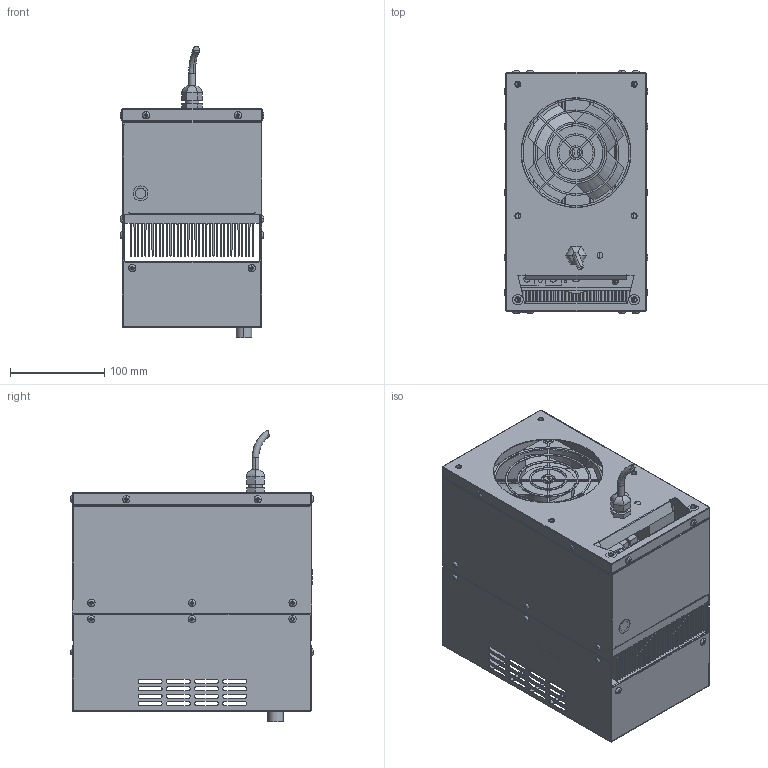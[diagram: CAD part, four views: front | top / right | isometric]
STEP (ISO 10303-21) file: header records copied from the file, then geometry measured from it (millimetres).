
FILE_DESCRIPTION (( 'STEP AP203' ), '1' );
FILE_NAME ('fhp-401-451.STEP', '2016-05-11T14:24:37', ( '' ), ( '' ), 'SwSTEP 2.0', 'SolidWorks 2016', '' );
FILE_SCHEMA (( 'CONFIG_CONTROL_DESIGN' ));
Products named in the file (1): fhp-401-451
Bounding box: 152.91 x 258.32 x 309.78 mm (x, y, z)
Surface area: 1346632 mm2 (no closed solid volume)
Topology: 0 solids, 81 shells, 1234 faces, 5442 edges, 4022 vertices
Faces by surface type: plane 687, cylinder 449, torus 68, bspline 30
Entity records: 65879 total; most frequent: CARTESIAN_POINT 23058, ORIENTED_EDGE 8247, DIRECTION 8214, EDGE_CURVE 5436, VERTEX_POINT 4021, LINE 3080, VECTOR 3080, AXIS2_PLACEMENT_3D 2567
